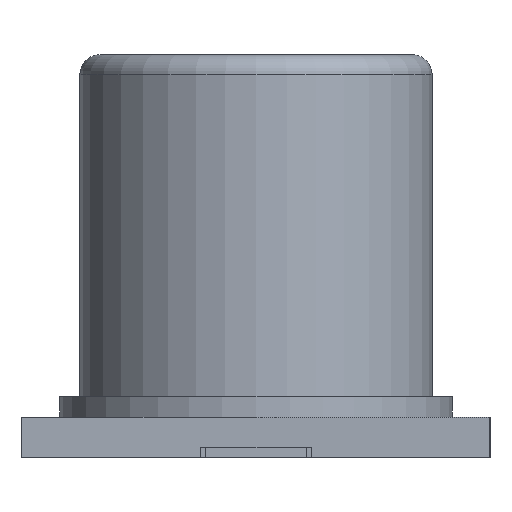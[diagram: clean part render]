
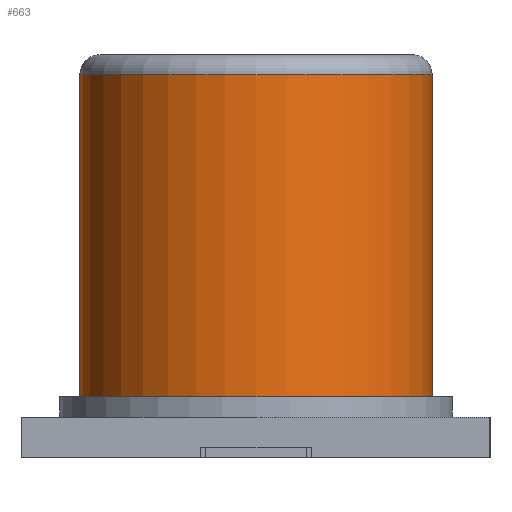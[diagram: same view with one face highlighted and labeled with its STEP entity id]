
A CAD part, left-side view. The second image highlights one B-rep face of the part: STEP entity #663.
In plain terms, the highlighted cylindrical face has radius 1.75 mm (diameter 3.5 mm), a partial arc.
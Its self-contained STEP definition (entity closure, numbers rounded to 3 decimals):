
#13=DIRECTION('',(0.,0.,1.));
#27=VECTOR('',#13,1.);
#34=DIRECTION('',(0.,1.,0.));
#300=DIRECTION('',(0.,-0.,1.));
#458=AXIS2_PLACEMENT_3D('',#459,#300,#34);
#459=CARTESIAN_POINT('',(-3.25,0.,0.6));
#507=VERTEX_POINT('',#508);
#508=CARTESIAN_POINT('',(-3.25,-1.75,0.6));
#539=VERTEX_POINT('',#540);
#540=CARTESIAN_POINT('',(-3.25,1.75,0.6));
#553=EDGE_CURVE('',#539,#507,#554,.T.);
#554=CIRCLE('',#458,1.75);
#556=AXIS2_PLACEMENT_3D('',#459,#13,#34);
#621=ORIENTED_EDGE('',*,*,#622,.T.);
#622=EDGE_CURVE('',#507,#623,#625,.T.);
#623=VERTEX_POINT('',#624);
#624=CARTESIAN_POINT('',(-3.25,-1.75,3.8));
#625=LINE('',#508,#27);
#652=EDGE_CURVE('',#539,#653,#655,.T.);
#653=VERTEX_POINT('',#654);
#654=CARTESIAN_POINT('',(-3.25,1.75,3.8));
#655=LINE('',#540,#27);
#663=ADVANCED_FACE('',(#664),#673,.T.);
#664=FACE_BOUND('',#665,.T.);
#665=EDGE_LOOP('',(#621,#666,#671,#672));
#666=ORIENTED_EDGE('',*,*,#667,.F.);
#667=EDGE_CURVE('',#653,#623,#668,.T.);
#668=CIRCLE('',#669,1.75);
#669=AXIS2_PLACEMENT_3D('',#670,#300,#34);
#670=CARTESIAN_POINT('',(-3.25,0.,3.8));
#671=ORIENTED_EDGE('',*,*,#652,.F.);
#672=ORIENTED_EDGE('',*,*,#553,.T.);
#673=CYLINDRICAL_SURFACE('',#556,1.75);
